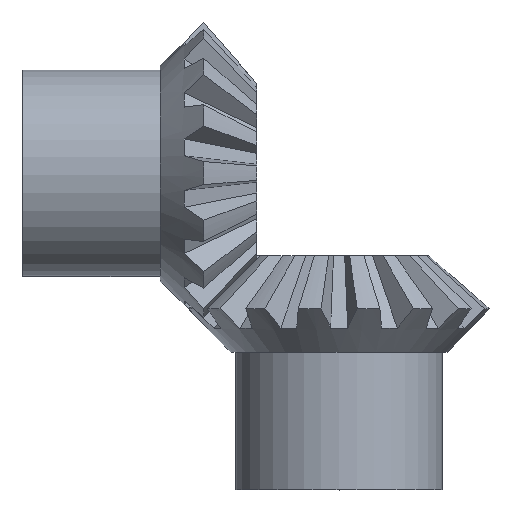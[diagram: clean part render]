
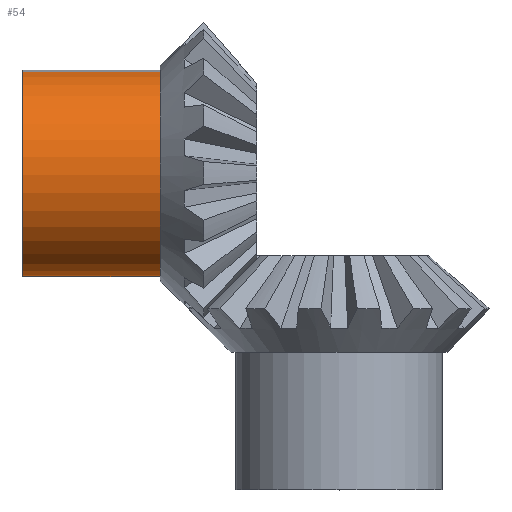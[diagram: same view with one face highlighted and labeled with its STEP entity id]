
A CAD part, top view. The second image highlights one B-rep face of the part: STEP entity #54.
In plain terms, the highlighted cylindrical face has radius 6 mm (diameter 12 mm), a partial arc.
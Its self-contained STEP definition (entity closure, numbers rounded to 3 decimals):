
#54=ADVANCED_FACE('',(#233),#234,.T.);
#233=FACE_OUTER_BOUND('',#595,.T.);
#234=CYLINDRICAL_SURFACE('',#596,6.0);
#595=EDGE_LOOP('',(#957,#958,#959,#960,#961));
#596=AXIS2_PLACEMENT_3D('',#962,#963,#964);
#957=ORIENTED_EDGE('',*,*,#2527,.F.);
#958=ORIENTED_EDGE('',*,*,#2528,.T.);
#959=ORIENTED_EDGE('',*,*,#2529,.F.);
#960=ORIENTED_EDGE('',*,*,#2530,.T.);
#961=ORIENTED_EDGE('',*,*,#2531,.T.);
#962=CARTESIAN_POINT('',(-14.54,0.0,0.0));
#963=DIRECTION('',(1.0,0.0,-0.0));
#964=DIRECTION('',(0.0,0.981,0.195));
#2527=EDGE_CURVE('',#3045,#3046,#3047,.T.);
#2528=EDGE_CURVE('',#3045,#3048,#3049,.T.);
#2529=EDGE_CURVE('',#3050,#3048,#3051,.T.);
#2530=EDGE_CURVE('',#3050,#3052,#3053,.T.);
#2531=EDGE_CURVE('',#3052,#3046,#3054,.T.);
#3045=VERTEX_POINT('',#3909);
#3046=VERTEX_POINT('',#3910);
#3047=LINE('',#3911,#3912);
#3048=VERTEX_POINT('',#3913);
#3049=CIRCLE('',#3914,6.0);
#3050=VERTEX_POINT('',#3915);
#3051=LINE('',#3916,#3917);
#3052=VERTEX_POINT('',#3918);
#3053=CIRCLE('',#3919,6.0);
#3054=CIRCLE('',#3920,6.0);
#3909=CARTESIAN_POINT('',(-18.4,5.885,1.171));
#3910=CARTESIAN_POINT('',(-10.4,5.885,1.171));
#3911=CARTESIAN_POINT('',(-14.54,5.885,1.171));
#3912=VECTOR('',#6485,1.0);
#3913=CARTESIAN_POINT('',(-18.4,-5.885,-1.171));
#3914=AXIS2_PLACEMENT_3D('',#6486,#6487,#6488);
#3915=CARTESIAN_POINT('',(-10.4,-5.885,-1.171));
#3916=CARTESIAN_POINT('',(-14.54,-5.885,-1.171));
#3917=VECTOR('',#6489,1.0);
#3918=CARTESIAN_POINT('',(-10.4,-1.171,5.885));
#3919=AXIS2_PLACEMENT_3D('',#6490,#6491,#6492);
#3920=AXIS2_PLACEMENT_3D('',#6493,#6494,#6495);
#6485=DIRECTION('',(1.0,0.0,0.0));
#6486=CARTESIAN_POINT('',(-18.4,0.0,0.0));
#6487=DIRECTION('',(1.0,0.0,-0.0));
#6488=DIRECTION('',(0.0,0.981,0.195));
#6489=DIRECTION('',(-1.0,-0.0,-0.0));
#6490=CARTESIAN_POINT('',(-10.4,0.0,0.0));
#6491=DIRECTION('',(-1.0,0.0,0.0));
#6492=DIRECTION('',(0.0,0.195,-0.981));
#6493=CARTESIAN_POINT('',(-10.4,0.0,0.0));
#6494=DIRECTION('',(-1.0,0.0,0.0));
#6495=DIRECTION('',(0.0,0.195,-0.981));
